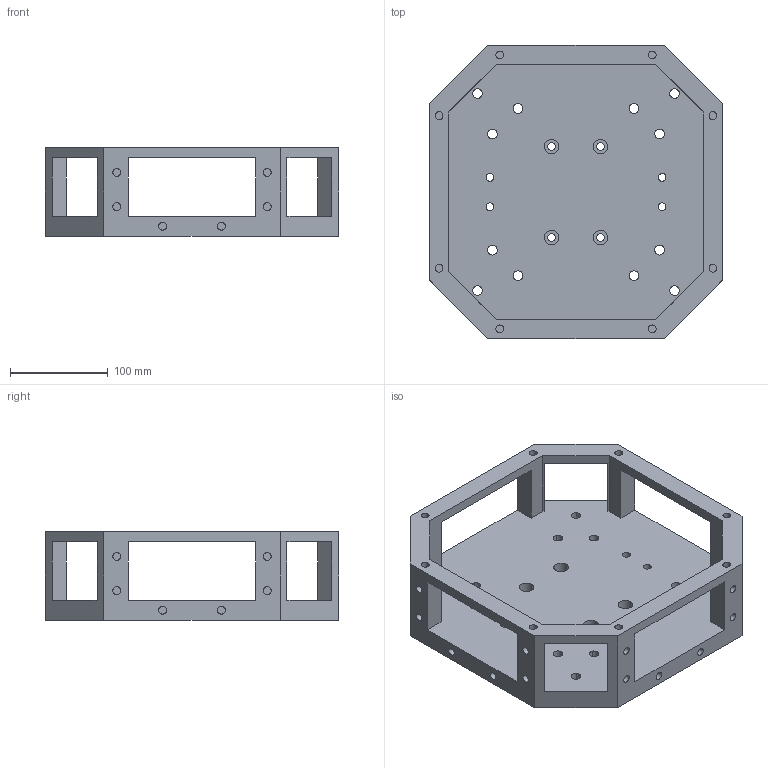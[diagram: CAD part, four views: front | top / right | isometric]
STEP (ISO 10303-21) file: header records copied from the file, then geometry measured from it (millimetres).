
FILE_DESCRIPTION(('CATIA V5 STEP Exchange'),'2;1');
FILE_NAME('Main Frame.stp','2025-03-17T14:39:52+00:00',('none'),('none'),'CATIA Version 5 Release 20 GA (IN-10)','CATIA V5 STEP AP203','none');
FILE_SCHEMA(('CONFIG_CONTROL_DESIGN'));
Length unit declared in the file: millimetre
Products named in the file (1): Main frame
Bounding box: 300 x 300 x 90 mm (x, y, z)
Volume: 2059042.2 mm3; surface area: 302479.1 mm2
Topology: 1 solids, 1 shells, 191 faces, 480 edges, 320 vertices
Faces by surface type: cylinder 112, plane 79
Entity records: 5679 total; most frequent: CARTESIAN_POINT 1443, ORIENTED_EDGE 960, DIRECTION 602, EDGE_CURVE 480, VERTEX_POINT 320, AXIS2_PLACEMENT_3D 277, EDGE_LOOP 276, VECTOR 236
